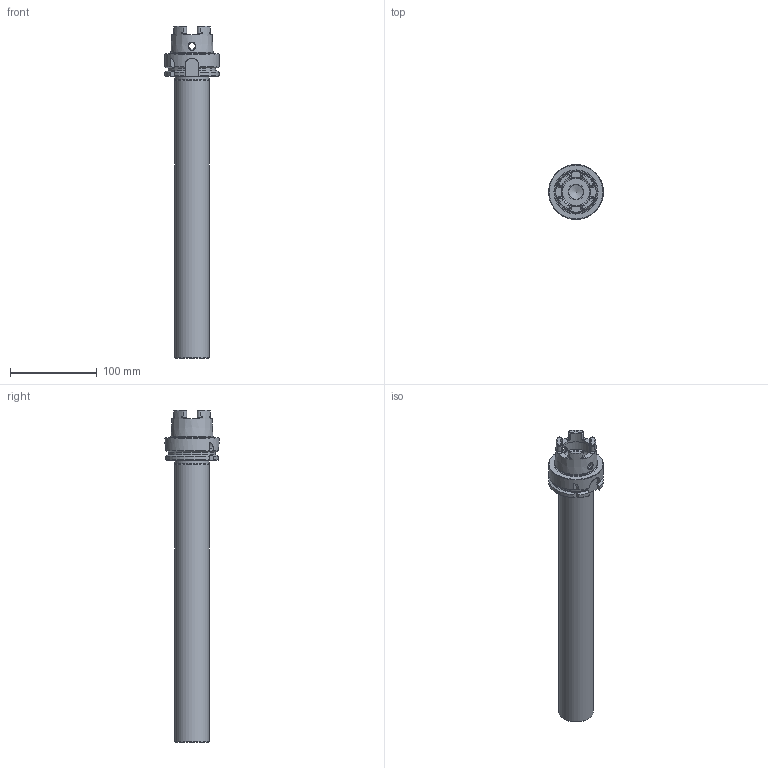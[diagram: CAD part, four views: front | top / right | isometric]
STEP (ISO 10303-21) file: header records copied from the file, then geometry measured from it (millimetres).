
FILE_DESCRIPTION(/* description */ (''),/* implementation_level */ '2;1');
FILE_NAME(/* name */ '755563000.stp',/* time_stamp */ '2021-09-08T12:23:39',/* author */ ('LRA'),/* organization */ ('REGO-FIX'),/* preprocessor_version */ ' Unknown',/* originating_system */ 'SIEMENS PLM Software Solid Edge ST10',/* authorization */ 'Unknown');
FILE_SCHEMA (('AUTOMOTIVE_DESIGN { 1 0 10303 214 2 1 1}'));
Length unit declared in the file: millimetre
Products named in the file (1): NOCUT
Bounding box: 63 x 63 x 382 mm (x, y, z)
Volume: 360060.4 mm3; surface area: 82660.6 mm2
Topology: 1 solids, 1 shells, 172 faces, 462 edges, 292 vertices
Faces by surface type: plane 64, cylinder 46, cone 35, torus 27
Full cylindrical faces by diameter (mm): 7.5 x2, 10 x1, 17 x1, 25 x1, 25.5 x1, 34 x2, 39.4 x1, 40 x2, 48.039 x1, 63 x1
Entity records: 5569 total; most frequent: CARTESIAN_POINT 1625, ORIENTED_EDGE 816, DIRECTION 768, EDGE_CURVE 408, AXIS2_PLACEMENT_3D 317, VERTEX_POINT 279, FACE_BOUND 217, EDGE_LOOP 215
